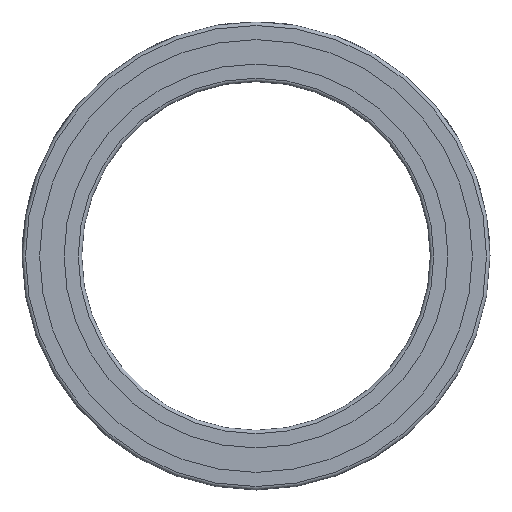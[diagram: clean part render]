
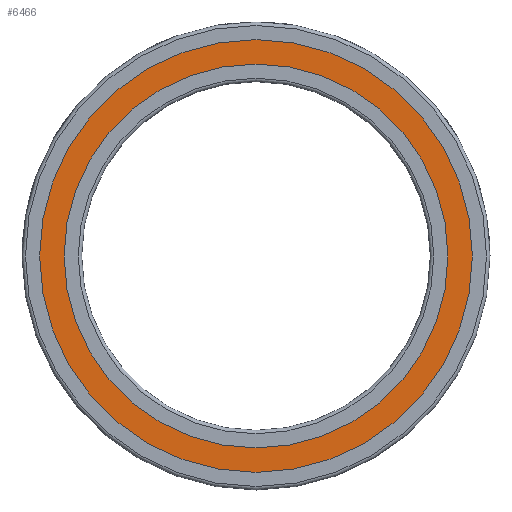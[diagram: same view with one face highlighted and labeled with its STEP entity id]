
A CAD part, left-side view. The second image highlights one B-rep face of the part: STEP entity #6466.
In plain terms, the highlighted planar face has unit normal (-1, 0, 0).
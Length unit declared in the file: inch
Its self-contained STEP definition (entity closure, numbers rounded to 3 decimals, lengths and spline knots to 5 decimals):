
#305=FACE_BOUND('',#1126,.T.);
#443=PLANE('',#6964);
#751=FACE_OUTER_BOUND('',#1125,.T.);
#1125=EDGE_LOOP('',(#5163));
#1126=EDGE_LOOP('',(#5164));
#2709=CIRCLE('',#6963,0.8553);
#2710=CIRCLE('',#6965,0.7587);
#3142=VERTEX_POINT('',#10276);
#3143=VERTEX_POINT('',#10280);
#3912=EDGE_CURVE('',#3142,#3142,#2709,.T.);
#3913=EDGE_CURVE('',#3143,#3143,#2710,.T.);
#5163=ORIENTED_EDGE('',*,*,#3912,.T.);
#5164=ORIENTED_EDGE('',*,*,#3913,.T.);
#6466=ADVANCED_FACE('',(#751,#305),#443,.F.);
#6963=AXIS2_PLACEMENT_3D('',#10278,#7962,#7963);
#6964=AXIS2_PLACEMENT_3D('',#10279,#7964,#7965);
#6965=AXIS2_PLACEMENT_3D('',#10281,#7966,#7967);
#7962=DIRECTION('center_axis',(-1.,0.,0.));
#7963=DIRECTION('ref_axis',(0.,-1.,0.));
#7964=DIRECTION('center_axis',(1.,0.,0.));
#7965=DIRECTION('ref_axis',(0.,0.,1.));
#7966=DIRECTION('center_axis',(1.,0.,0.));
#7967=DIRECTION('ref_axis',(0.,1.,0.));
#10276=CARTESIAN_POINT('',(-0.1242,0.8553,0.));
#10278=CARTESIAN_POINT('Origin',(-0.1242,0.,0.));
#10279=CARTESIAN_POINT('Origin',(-0.1242,0.,0.));
#10280=CARTESIAN_POINT('',(-0.1242,0.7587,0.));
#10281=CARTESIAN_POINT('Origin',(-0.1242,0.,0.));
